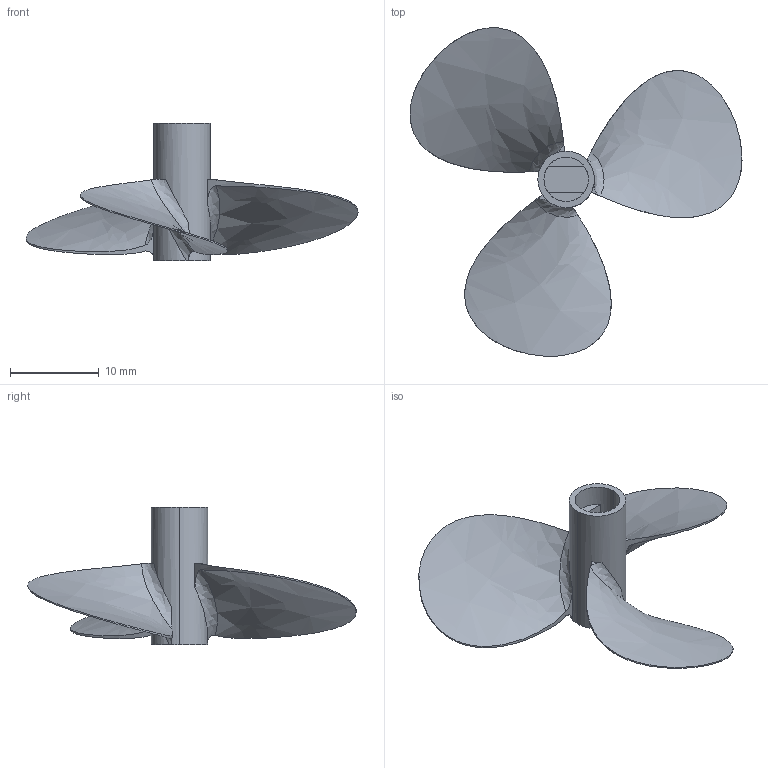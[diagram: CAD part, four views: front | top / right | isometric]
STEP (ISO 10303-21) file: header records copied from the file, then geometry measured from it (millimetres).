
FILE_DESCRIPTION (( 'STEP AP214' ), '1' );
FILE_NAME ('propeller.STEP', '2021-05-28T21:42:44', ( '' ), ( '' ), 'SwSTEP 2.0', 'SolidWorks 2020', '' );
FILE_SCHEMA (( 'AUTOMOTIVE_DESIGN' ));
Length unit declared in the file: centimetre
Products named in the file (1): propeller
Bounding box: 37.31 x 36.91 x 15.48 mm (x, y, z)
Volume: 538.6 mm3; surface area: 1997.4 mm2
Topology: 1 solids, 1 shells, 30 faces, 81 edges, 54 vertices
Faces by surface type: bspline 15, plane 10, cylinder 5
Entity records: 2494 total; most frequent: CARTESIAN_POINT 1828, ORIENTED_EDGE 162, DIRECTION 87, EDGE_CURVE 81, VERTEX_POINT 54, B_SPLINE_CURVE_WITH_KNOTS 44, AXIS2_PLACEMENT_3D 34, EDGE_LOOP 31
